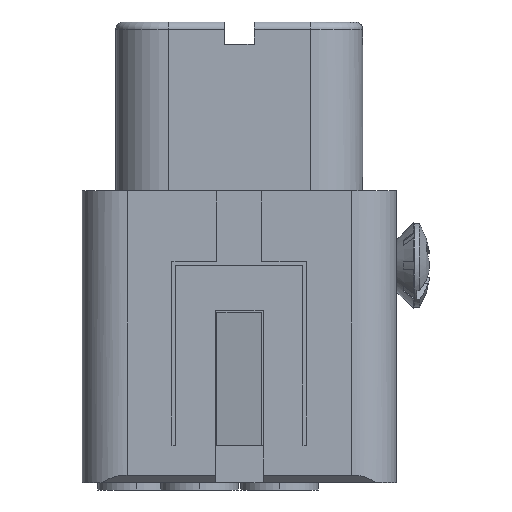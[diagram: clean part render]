
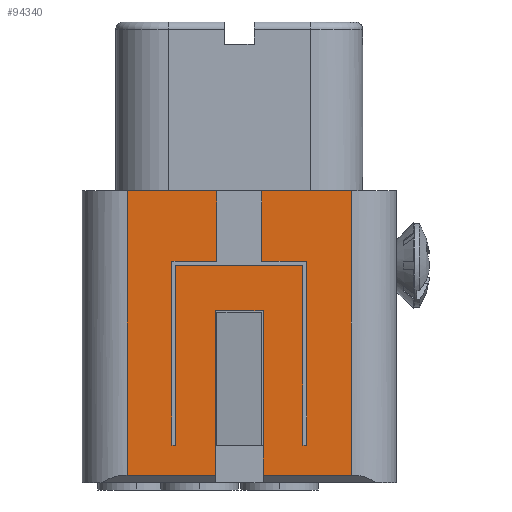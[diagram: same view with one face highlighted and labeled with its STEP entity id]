
A CAD part, left-side view. The second image highlights one B-rep face of the part: STEP entity #94340.
In plain terms, the highlighted planar face has unit normal (-1, 0, 0).
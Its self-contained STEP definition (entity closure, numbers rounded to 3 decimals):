
#54400=CARTESIAN_POINT('',(38.188,48.165,-36.));
#54410=VERTEX_POINT('',#54400);
#54460=CARTESIAN_POINT('',(38.188,48.165,-24.));
#54470=DIRECTION('',(0.,0.,-1.));
#54480=VECTOR('',#54470,1.);
#54490=LINE('',#54460,#54480);
#54500=CARTESIAN_POINT('',(38.188,48.165,-31.3));
#54510=VERTEX_POINT('',#54500);
#54520=EDGE_CURVE('',#54510,#54410,#54490,.T.);
#92840=CARTESIAN_POINT('',(38.188,39.113,-19.));
#92850=DIRECTION('',(-1.,0.,0.));
#92860=DIRECTION('',(0.,1.,0.));
#92870=AXIS2_PLACEMENT_3D('',#92840,#92850,#92860);
#92880=PLANE('',#92870);
#92890=CARTESIAN_POINT('',(38.188,45.165,-24.));
#92900=DIRECTION('',(0.,0.,-1.));
#92910=VECTOR('',#92900,1.);
#92920=LINE('',#92890,#92910);
#92930=CARTESIAN_POINT('',(38.188,45.165,-31.3));
#92940=VERTEX_POINT('',#92930);
#92950=CARTESIAN_POINT('',(38.188,45.165,-36.));
#92960=VERTEX_POINT('',#92950);
#92970=EDGE_CURVE('',#92940,#92960,#92920,.T.);
#92980=ORIENTED_EDGE('',*,*,#92970,.T.);
#92990=CARTESIAN_POINT('',(38.188,46.605,-31.3));
#93000=DIRECTION('',(0.,1.,0.));
#93010=VECTOR('',#93000,1.);
#93020=LINE('',#92990,#93010);
#93030=CARTESIAN_POINT('',(38.188,42.165,-31.3));
#93040=VERTEX_POINT('',#93030);
#93050=EDGE_CURVE('',#93040,#92940,#93020,.T.);
#93060=ORIENTED_EDGE('',*,*,#93050,.T.);
#93070=CARTESIAN_POINT('',(38.188,42.165,-24.));
#93080=DIRECTION('',(0.,0.,1.));
#93090=VECTOR('',#93080,1.);
#93100=LINE('',#93070,#93090);
#93110=CARTESIAN_POINT('',(38.188,42.165,-19.));
#93120=VERTEX_POINT('',#93110);
#93130=EDGE_CURVE('',#93040,#93120,#93100,.T.);
#93140=ORIENTED_EDGE('',*,*,#93130,.F.);
#93150=CARTESIAN_POINT('',(38.188,56.839,-19.))
;
#93160=DIRECTION('',(0.,1.,0.));
#93170=VECTOR('',#93160,1.);
#93180=LINE('',#93150,#93170);
#93190=CARTESIAN_POINT('',(38.188,42.415,-19.));
#93200=VERTEX_POINT('',#93190);
#93210=EDGE_CURVE('',#93120,#93200,#93180,.T.);
#93220=ORIENTED_EDGE('',*,*,#93210,.F.);
#93230=CARTESIAN_POINT('',(38.188,42.415,-17.5));
#93240=DIRECTION('',(0.,0.,-1.));
#93250=VECTOR('',#93240,1.);
#93260=LINE('',#93230,#93250);
#93270=CARTESIAN_POINT('',(38.188,42.415,-31.));
#93280=VERTEX_POINT('',#93270);
#93290=EDGE_CURVE('',#93200,#93280,#93260,.T.);
#93300=ORIENTED_EDGE('',*,*,#93290,.F.);
#93310=CARTESIAN_POINT('',(38.188,56.839,-31.));
#93320=DIRECTION('',(0.,-1.,0.));
#93330=VECTOR('',#93320,1.);
#93340=LINE('',#93310,#93330);
#93350=CARTESIAN_POINT('',(38.188,50.915,-31.));
#93360=VERTEX_POINT('',#93350);
#93370=EDGE_CURVE('',#93360,#93280,#93340,.T.);
#93380=ORIENTED_EDGE('',*,*,#93370,.T.);
#93390=CARTESIAN_POINT('',(38.188,50.915,-17.5));
#93400=DIRECTION('',(0.,0.,-1.));
#93410=VECTOR('',#93400,1.);
#93420=LINE('',#93390,#93410);
#93430=CARTESIAN_POINT('',(38.188,50.915,-19.));
#93440=VERTEX_POINT('',#93430);
#93450=EDGE_CURVE('',#93440,#93360,#93420,.T.);
#93460=ORIENTED_EDGE('',*,*,#93450,.T.);
#93470=CARTESIAN_POINT('',(38.188,51.165,-19.));
#93480=VERTEX_POINT('',#93470);
#93490=EDGE_CURVE('',#93440,#93480,#93180,.T.);
#93500=ORIENTED_EDGE('',*,*,#93490,.F.);
#93510=CARTESIAN_POINT('',(38.188,51.165,-24.));
#93520=DIRECTION('',(0.,0.,-1.));
#93530=VECTOR('',#93520,1.);
#93540=LINE('',#93510,#93530);
#93550=CARTESIAN_POINT('',(38.188,51.165,-31.3));
#93560=VERTEX_POINT('',#93550);
#93570=EDGE_CURVE('',#93480,#93560,#93540,.T.);
#93580=ORIENTED_EDGE('',*,*,#93570,.F.);
#93590=CARTESIAN_POINT('',(38.188,46.605,-31.3));
#93600=DIRECTION('',(0.,-1.,0.));
#93610=VECTOR('',#93600,1.);
#93620=LINE('',#93590,#93610);
#93630=EDGE_CURVE('',#93560,#54510,#93620,.T.);
#93640=ORIENTED_EDGE('',*,*,#93630,.F.);
#93650=ORIENTED_EDGE('',*,*,#54520,.F.);
#93660=CARTESIAN_POINT('',(38.188,46.605,-36.));
#93670=DIRECTION('',(0.,-1.,0.));
#93680=VECTOR('',#93670,1.);
#93690=LINE('',#93660,#93680);
#93700=CARTESIAN_POINT('',(38.188,54.165,-36.));
#93710=VERTEX_POINT('',#93700);
#93720=EDGE_CURVE('',#93710,#54410,#93690,.T.);
#93730=ORIENTED_EDGE('',*,*,#93720,.T.);
#93740=CARTESIAN_POINT('',(38.188,54.165,-17.5));
#93750=DIRECTION('',(0.,0.,1.));
#93760=VECTOR('',#93750,1.);
#93770=LINE('',#93740,#93760);
#93780=CARTESIAN_POINT('',(38.188,54.165,-17.));
#93790=VERTEX_POINT('',#93780);
#93800=EDGE_CURVE('',#93710,#93790,#93770,.T.);
#93810=ORIENTED_EDGE('',*,*,#93800,.F.);
#93820=CARTESIAN_POINT('',(38.188,56.839,-17.));
#93830=DIRECTION('',(0.,-1.,0.));
#93840=VECTOR('',#93830,1.);
#93850=LINE('',#93820,#93840);
#93860=CARTESIAN_POINT('',(38.188,48.265,-17.));
#93870=VERTEX_POINT('',#93860);
#93880=EDGE_CURVE('',#93790,#93870,#93850,.T.);
#93890=ORIENTED_EDGE('',*,*,#93880,.F.);
#93900=CARTESIAN_POINT('',(38.188,48.265,-17.5));
#93910=DIRECTION('',(0.,0.,-1.));
#93920=VECTOR('',#93910,1.);
#93930=LINE('',#93900,#93920);
#93940=CARTESIAN_POINT('',(38.188,48.265,-28.));
#93950=VERTEX_POINT('',#93940);
#93960=EDGE_CURVE('',#93870,#93950,#93930,.T.);
#93970=ORIENTED_EDGE('',*,*,#93960,.F.);
#93980=CARTESIAN_POINT('',(38.188,56.839,-28.));
#93990=DIRECTION('',(0.,1.,0.));
#94000=VECTOR('',#93990,1.);
#94010=LINE('',#93980,#94000);
#94020=CARTESIAN_POINT('',(38.188,45.065,-28.));
#94030=VERTEX_POINT('',#94020);
#94040=EDGE_CURVE('',#94030,#93950,#94010,.T.);
#94050=ORIENTED_EDGE('',*,*,#94040,.T.);
#94060=CARTESIAN_POINT('',(38.188,45.065,-17.5));
#94070=DIRECTION('',(0.,0.,1.));
#94080=VECTOR('',#94070,1.);
#94090=LINE('',#94060,#94080);
#94100=CARTESIAN_POINT('',(38.188,45.065,-17.));
#94110=VERTEX_POINT('',#94100);
#94120=EDGE_CURVE('',#94030,#94110,#94090,.T.);
#94130=ORIENTED_EDGE('',*,*,#94120,.F.);
#94140=CARTESIAN_POINT('',(38.188,39.165,-17.));
#94150=VERTEX_POINT('',#94140);
#94160=EDGE_CURVE('',#94110,#94150,#93850,.T.);
#94170=ORIENTED_EDGE('',*,*,#94160,.F.);
#94180=CARTESIAN_POINT('',(38.188,39.165,-24.));
#94190=DIRECTION('',(0.,0.,-1.));
#94200=VECTOR('',#94190,1.);
#94210=LINE('',#94180,#94200);
#94220=CARTESIAN_POINT('',(38.188,39.165,-36.));
#94230=VERTEX_POINT('',#94220);
#94240=EDGE_CURVE('',#94150,#94230,#94210,.T.);
#94250=ORIENTED_EDGE('',*,*,#94240,.F.);
#94260=CARTESIAN_POINT('',(38.188,46.605,-36.));
#94270=DIRECTION('',(0.,-1.,0.));
#94280=VECTOR('',#94270,1.);
#94290=LINE('',#94260,#94280);
#94300=EDGE_CURVE('',#92960,#94230,#94290,.T.);
#94310=ORIENTED_EDGE('',*,*,#94300,.T.);
#94320=EDGE_LOOP('',(#94310,#94250,#94170,#94130,#94050,#93970,#93890,
#93810,#93730,#93650,#93640,#93580,#93500,#93460,#93380,#93300,#93220,
#93140,#93060,#92980));
#94330=FACE_OUTER_BOUND('',#94320,.T.);
#94340=ADVANCED_FACE('',(#94330),#92880,.T.);
